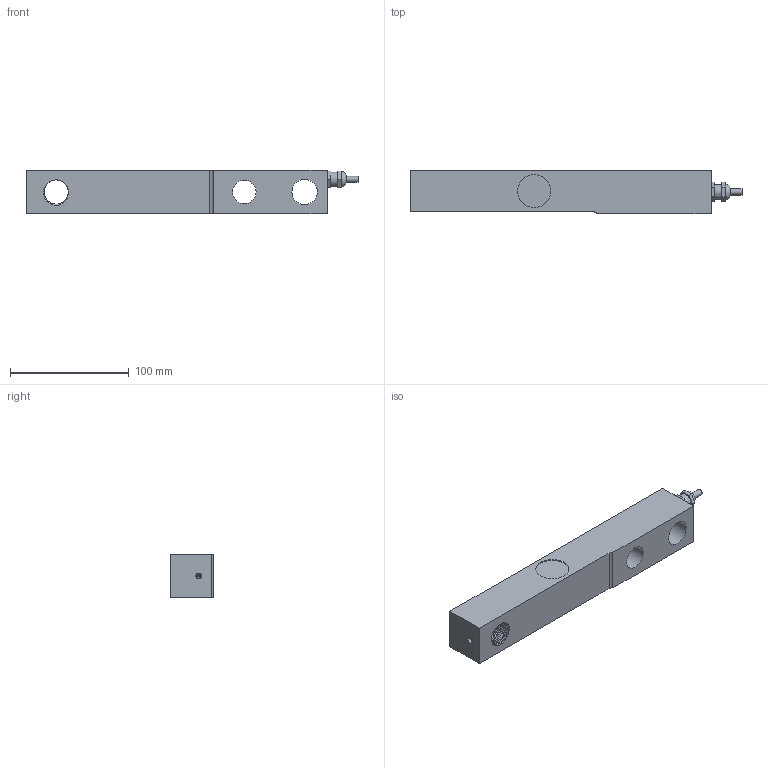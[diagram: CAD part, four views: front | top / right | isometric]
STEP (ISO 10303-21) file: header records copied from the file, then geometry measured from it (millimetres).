
FILE_DESCRIPTION(/* description */ (''),/* implementation_level */ '2;1');
FILE_NAME(/* name */ '563YSLF-5klb v5.step',/* time_stamp */ '2020-02-10T10:50:26-08:00',/* author */ (''),/* organization */ (''),/* preprocessor_version */ 'ST-DEVELOPER v18',/* originating_system */ 'Autodesk Translation Framework v8.12.0.6',/* authorisation */ '');
FILE_SCHEMA (('AUTOMOTIVE_DESIGN { 1 0 10303 214 3 1 1 }'));
Length unit declared in the file: inch
Products named in the file (2): 563YSLF-5klb; Connector
Assembly tree (1 placements, depth 2):
  563YSLF-5klb
    Connector
Bounding box: 280.03 x 36.58 x 36.58 mm (x, y, z)
Volume: 294513.1 mm3; surface area: 47368.8 mm2
Topology: 2 solids, 2 shells, 81 faces, 209 edges, 139 vertices
Faces by surface type: cylinder 43, plane 29, bspline 8, cone 1
Full cylindrical faces by diameter (mm): 4.826 x1, 5.1 x1, 8 x1, 12 x2, 13 x1, 19.812 x1, 20.472 x10, 21.336 x1, 22.225 x10, 23.876 x1, 27.94 x2
Entity records: 5845 total; most frequent: CARTESIAN_POINT 3963, ORIENTED_EDGE 416, DIRECTION 304, EDGE_CURVE 208, VERTEX_POINT 139, AXIS2_PLACEMENT_3D 108, EDGE_LOOP 97, B_SPLINE_CURVE_WITH_KNOTS 88
